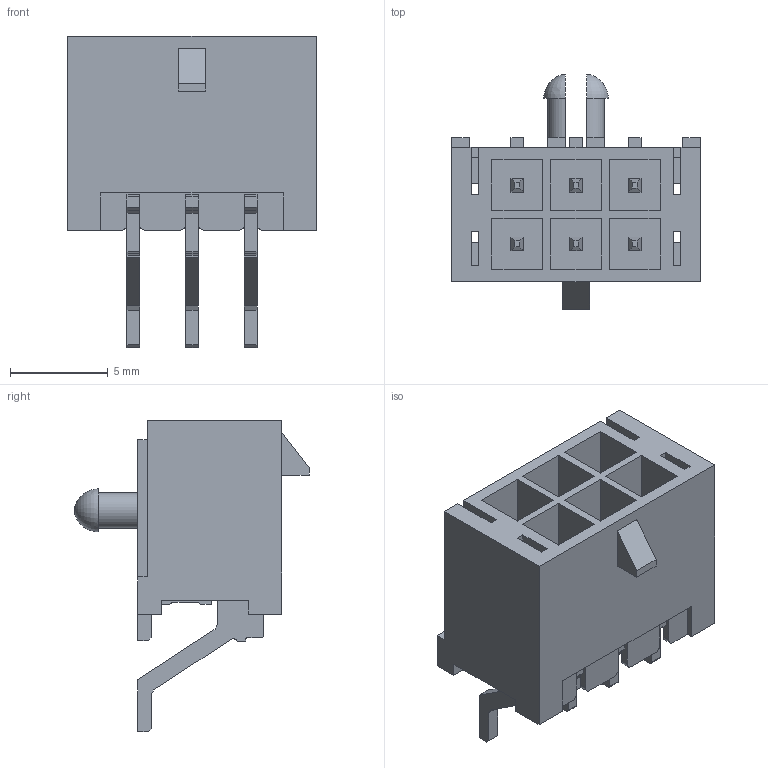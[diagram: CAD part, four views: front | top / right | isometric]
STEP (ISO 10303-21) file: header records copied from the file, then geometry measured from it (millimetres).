
FILE_DESCRIPTION(/* description */ ('Unknown'),/* implementation_level */ '2;1');
FILE_NAME(/* name */ '662106236022',/* time_stamp */ '2017-07-20T15:52:56+02:00',/* author */ ('Unknown'),/* organization */ ('Unknown'),/* preprocessor_version */ 'ST-DEVELOPER v16.7',/* originating_system */ 'DEX',/* authorisation */ $);
FILE_SCHEMA (('AUTOMOTIVE_DESIGN {1 0 10303 214 3 1 1}'));
Length unit declared in the file: millimetre
Products named in the file (4): 6621xx236022; 662006236022; 6620xx236022_PIN_COURTE; 6620xx236022_PIN_LONGUE
Assembly tree (7 placements, depth 2):
  6621xx236022
    662006236022
    6620xx236022_PIN_COURTE  x3
    6620xx236022_PIN_LONGUE  x3
Bounding box: 12.7 x 11.96 x 15.9 mm (x, y, z)
Volume: 530.5 mm3; surface area: 1545.5 mm2
Topology: 7 solids, 7 shells, 364 faces, 1039 edges, 684 vertices
Faces by surface type: plane 327, cylinder 35, torus 2
Entity records: 8499 total; most frequent: CARTESIAN_POINT 1507, ORIENTED_EDGE 1498, DIRECTION 1325, EDGE_CURVE 749, LINE 697, VECTOR 697, VERTEX_POINT 496, AXIS2_PLACEMENT_3D 314
